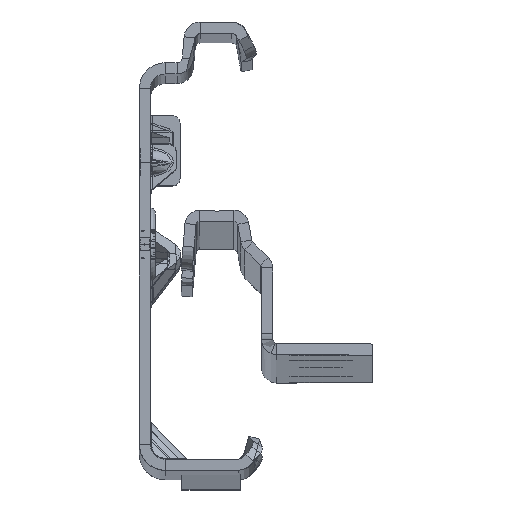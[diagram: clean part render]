
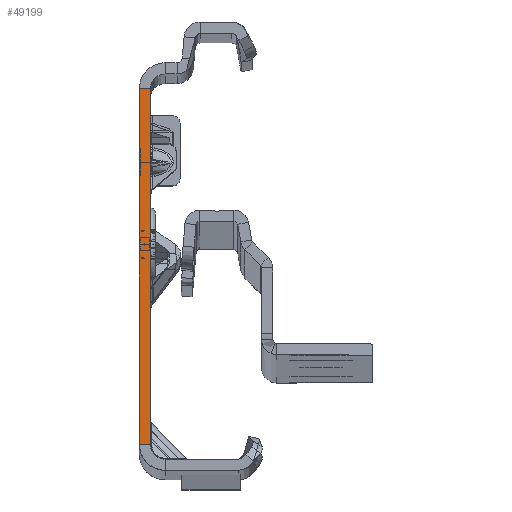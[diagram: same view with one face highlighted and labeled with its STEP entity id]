
A CAD part, top view. The second image highlights one B-rep face of the part: STEP entity #49199.
In plain terms, the highlighted planar face has unit normal (0, 0, 1).
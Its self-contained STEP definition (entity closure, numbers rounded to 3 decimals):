
#2495 = CARTESIAN_POINT ( 'NONE',  ( 0., -27.865, 0. ) ) ;
#2621 = LINE ( 'NONE', #19620, #3465 ) ;
#2987 = DIRECTION ( 'NONE',  ( 1., 0., 0. ) ) ;
#3465 = VECTOR ( 'NONE', #53938, 1000. ) ;
#6529 = ORIENTED_EDGE ( 'NONE', *, *, #20186, .F. ) ;
#7203 = PLANE ( 'NONE',  #18349 ) ;
#9252 = LINE ( 'NONE', #25156, #20269 ) ;
#10289 = VECTOR ( 'NONE', #20565, 1000. ) ;
#12238 = LINE ( 'NONE', #2495, #10289 ) ;
#13393 = VERTEX_POINT ( 'NONE', #42669 ) ;
#15996 = LINE ( 'NONE', #42133, #49642 ) ;
#16778 = VERTEX_POINT ( 'NONE', #35080 ) ;
#16927 = EDGE_LOOP ( 'NONE', ( #52010, #26687, #33370, #6529 ) ) ;
#18349 = AXIS2_PLACEMENT_3D ( 'NONE', #19710, #24220, #2987 ) ;
#18799 = EDGE_CURVE ( 'NONE', #16778, #33186, #2621, .T. ) ;
#19620 = CARTESIAN_POINT ( 'NONE',  ( -1.5, -27.865, 0. ) ) ;
#19710 = CARTESIAN_POINT ( 'NONE',  ( -1.5, -27.865, 0. ) ) ;
#20186 = EDGE_CURVE ( 'NONE', #43168, #33186, #9252, .T. ) ;
#20269 = VECTOR ( 'NONE', #21466, 1000. ) ;
#20565 = DIRECTION ( 'NONE',  ( 0., -1., 0. ) ) ;
#21466 = DIRECTION ( 'NONE',  ( -1., 0., 0. ) ) ;
#24220 = DIRECTION ( 'NONE',  ( 0., 0., 1. ) ) ;
#25156 = CARTESIAN_POINT ( 'NONE',  ( 0., -25.865, 0. ) ) ;
#26687 = ORIENTED_EDGE ( 'NONE', *, *, #54953, .T. ) ;
#28716 = FACE_OUTER_BOUND ( 'NONE', #16927, .T. ) ;
#32415 = CARTESIAN_POINT ( 'NONE',  ( -1.5, -25.865, 0. ) ) ;
#33136 = DIRECTION ( 'NONE',  ( -1., 0., 0. ) ) ;
#33186 = VERTEX_POINT ( 'NONE', #32415 ) ;
#33370 = ORIENTED_EDGE ( 'NONE', *, *, #18799, .T. ) ;
#35080 = CARTESIAN_POINT ( 'NONE',  ( -1.5, 22.135, 0. ) ) ;
#42133 = CARTESIAN_POINT ( 'NONE',  ( 0., 22.135, 0. ) ) ;
#42669 = CARTESIAN_POINT ( 'NONE',  ( 0., 22.135, 0. ) ) ;
#43168 = VERTEX_POINT ( 'NONE', #46411 ) ;
#46411 = CARTESIAN_POINT ( 'NONE',  ( 0., -25.865, 0. ) ) ;
#49199 = ADVANCED_FACE ( 'NONE', ( #28716 ), #7203, .T. ) ;
#49642 = VECTOR ( 'NONE', #33136, 1000. ) ;
#52010 = ORIENTED_EDGE ( 'NONE', *, *, #55455, .F. ) ;
#53938 = DIRECTION ( 'NONE',  ( 0., -1., 0. ) ) ;
#54953 = EDGE_CURVE ( 'NONE', #13393, #16778, #15996, .T. ) ;
#55455 = EDGE_CURVE ( 'NONE', #13393, #43168, #12238, .T. ) ;
